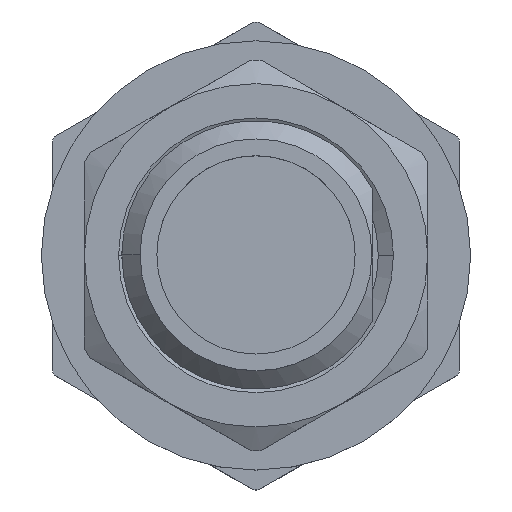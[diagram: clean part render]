
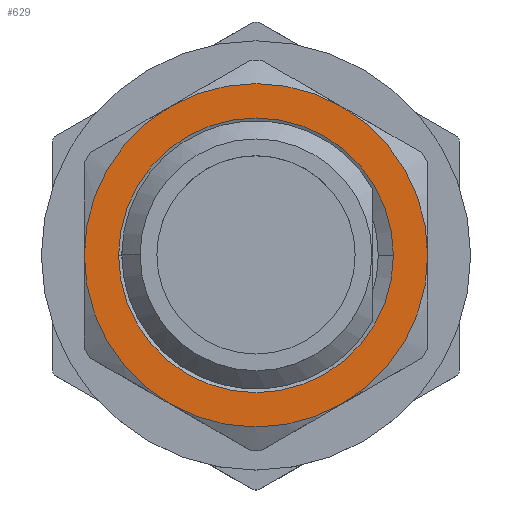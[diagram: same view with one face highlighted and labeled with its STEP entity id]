
A CAD part, top view. The second image highlights one B-rep face of the part: STEP entity #629.
In plain terms, the highlighted planar face has unit normal (0, 0, 1).
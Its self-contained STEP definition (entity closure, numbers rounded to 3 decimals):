
#102 = CIRCLE ( 'NONE', #108, 4. ) ;
#105 = CIRCLE ( 'NONE', #126, 4. ) ;
#108 = AXIS2_PLACEMENT_3D ( 'NONE', #4144, #4145, #4146 ) ;
#113 = CIRCLE ( 'NONE', #114, 4. ) ;
#114 = AXIS2_PLACEMENT_3D ( 'NONE', #4168, #4169, #4170 ) ;
#119 = CIRCLE ( 'NONE', #123, 4. ) ;
#123 = AXIS2_PLACEMENT_3D ( 'NONE', #4208, #4209, #4437 ) ;
#126 = AXIS2_PLACEMENT_3D ( 'NONE', #4440, #4441, #4442 ) ;
#157 = CIRCLE ( 'NONE', #162, 4. ) ;
#162 = AXIS2_PLACEMENT_3D ( 'NONE', #4591, #4592, #4593 ) ;
#504 = EDGE_CURVE ( 'NONE', #5030, #5038, #3341, .T. ) ;
#509 = EDGE_CURVE ( 'NONE', #5156, #5090, #3344, .T. ) ;
#510 = EDGE_CURVE ( 'NONE', #5090, #5156, #3345, .T. ) ;
#629 = ADVANCED_FACE ( 'NONE', ( #2614, #2618 ), #2506, .T. ) ;
#726 = EDGE_CURVE ( 'NONE', #5203, #5046, #102, .T. ) ;
#733 = EDGE_CURVE ( 'NONE', #5091, #5145, #113, .T. ) ;
#743 = EDGE_CURVE ( 'NONE', #5145, #5203, #119, .T. ) ;
#745 = EDGE_CURVE ( 'NONE', #5046, #5038, #105, .T. ) ;
#777 = EDGE_CURVE ( 'NONE', #5030, #5091, #157, .T. ) ;
#2506 = PLANE ( 'NONE',  #3638 ) ;
#2507 = CARTESIAN_POINT ( 'NONE',  ( 0., 0., -5.9 ) ) ;
#2508 = DIRECTION ( 'NONE',  ( 0., 0., 1. ) ) ;
#2509 = DIRECTION ( 'NONE',  ( 1., 0., 0. ) ) ;
#2614 = FACE_BOUND ( 'NONE', #5371, .T. ) ;
#2618 = FACE_OUTER_BOUND ( 'NONE', #5351, .T. ) ;
#2803 = ORIENTED_EDGE ( 'NONE', *, *, #504, .T. ) ;
#2835 = ORIENTED_EDGE ( 'NONE', *, *, #510, .F. ) ;
#2877 = ORIENTED_EDGE ( 'NONE', *, *, #745, .F. ) ;
#2908 = ORIENTED_EDGE ( 'NONE', *, *, #509, .F. ) ;
#2912 = ORIENTED_EDGE ( 'NONE', *, *, #777, .F. ) ;
#2921 = ORIENTED_EDGE ( 'NONE', *, *, #726, .F. ) ;
#2936 = ORIENTED_EDGE ( 'NONE', *, *, #743, .F. ) ;
#2937 = ORIENTED_EDGE ( 'NONE', *, *, #733, .F. ) ;
#3341 = CIRCLE ( 'NONE', #3343, 4. ) ;
#3343 = AXIS2_PLACEMENT_3D ( 'NONE', #3469, #3472, #3476 ) ;
#3344 = CIRCLE ( 'NONE', #3350, 3.2 ) ;
#3345 = CIRCLE ( 'NONE', #3352, 3.2 ) ;
#3350 = AXIS2_PLACEMENT_3D ( 'NONE', #3502, #3495, #3489 ) ;
#3352 = AXIS2_PLACEMENT_3D ( 'NONE', #3474, #3475, #6436 ) ;
#3469 = CARTESIAN_POINT ( 'NONE',  ( 0., 0., -5.9 ) ) ;
#3472 = DIRECTION ( 'NONE',  ( 0., 0., 1. ) ) ;
#3474 = CARTESIAN_POINT ( 'NONE',  ( 0., 0., -5.9 ) ) ;
#3475 = DIRECTION ( 'NONE',  ( 0., 0., 1. ) ) ;
#3476 = DIRECTION ( 'NONE',  ( 1., 0., 0. ) ) ;
#3489 = DIRECTION ( 'NONE',  ( 1., 0., 0. ) ) ;
#3495 = DIRECTION ( 'NONE',  ( 0., 0., 1. ) ) ;
#3502 = CARTESIAN_POINT ( 'NONE',  ( 0., 0., -5.9 ) ) ;
#3638 = AXIS2_PLACEMENT_3D ( 'NONE', #2507, #2508, #2509 ) ;
#4144 = CARTESIAN_POINT ( 'NONE',  ( 0., 0., -5.9 ) ) ;
#4145 = DIRECTION ( 'NONE',  ( 0., 0., -1. ) ) ;
#4146 = DIRECTION ( 'NONE',  ( 1., 0., 0. ) ) ;
#4168 = CARTESIAN_POINT ( 'NONE',  ( 0., 0., -5.9 ) ) ;
#4169 = DIRECTION ( 'NONE',  ( 0., 0., -1. ) ) ;
#4170 = DIRECTION ( 'NONE',  ( 1., 0., 0. ) ) ;
#4208 = CARTESIAN_POINT ( 'NONE',  ( 0., 0., -5.9 ) ) ;
#4209 = DIRECTION ( 'NONE',  ( 0., 0., -1. ) ) ;
#4437 = DIRECTION ( 'NONE',  ( 1., 0., 0. ) ) ;
#4440 = CARTESIAN_POINT ( 'NONE',  ( 0., 0., -5.9 ) ) ;
#4441 = DIRECTION ( 'NONE',  ( 0., 0., -1. ) ) ;
#4442 = DIRECTION ( 'NONE',  ( 1., 0., 0. ) ) ;
#4591 = CARTESIAN_POINT ( 'NONE',  ( 0., 0., -5.9 ) ) ;
#4592 = DIRECTION ( 'NONE',  ( 0., 0., -1. ) ) ;
#4593 = DIRECTION ( 'NONE',  ( 1., 0., 0. ) ) ;
#5030 = VERTEX_POINT ( 'NONE', #5871 ) ;
#5038 = VERTEX_POINT ( 'NONE', #5874 ) ;
#5046 = VERTEX_POINT ( 'NONE', #5877 ) ;
#5090 = VERTEX_POINT ( 'NONE', #5902 ) ;
#5091 = VERTEX_POINT ( 'NONE', #5903 ) ;
#5145 = VERTEX_POINT ( 'NONE', #5927 ) ;
#5156 = VERTEX_POINT ( 'NONE', #5929 ) ;
#5203 = VERTEX_POINT ( 'NONE', #5957 ) ;
#5351 = EDGE_LOOP ( 'NONE', ( #2912, #2803, #2877, #2921, #2936, #2937 ) ) ;
#5371 = EDGE_LOOP ( 'NONE', ( #2835, #2908 ) ) ;
#5871 = CARTESIAN_POINT ( 'NONE',  ( 4., 0., -5.9 ) ) ;
#5874 = CARTESIAN_POINT ( 'NONE',  ( 2., 3.464, -5.9 ) ) ;
#5877 = CARTESIAN_POINT ( 'NONE',  ( -2., 3.464, -5.9 ) ) ;
#5902 = CARTESIAN_POINT ( 'NONE',  ( 3.2, 0., -5.9 ) ) ;
#5903 = CARTESIAN_POINT ( 'NONE',  ( 2., -3.464, -5.9 ) ) ;
#5927 = CARTESIAN_POINT ( 'NONE',  ( -2., -3.464, -5.9 ) ) ;
#5929 = CARTESIAN_POINT ( 'NONE',  ( -3.2, 0., -5.9 ) ) ;
#5957 = CARTESIAN_POINT ( 'NONE',  ( -4., 0., -5.9 ) ) ;
#6436 = DIRECTION ( 'NONE',  ( 1., 0., 0. ) ) ;
